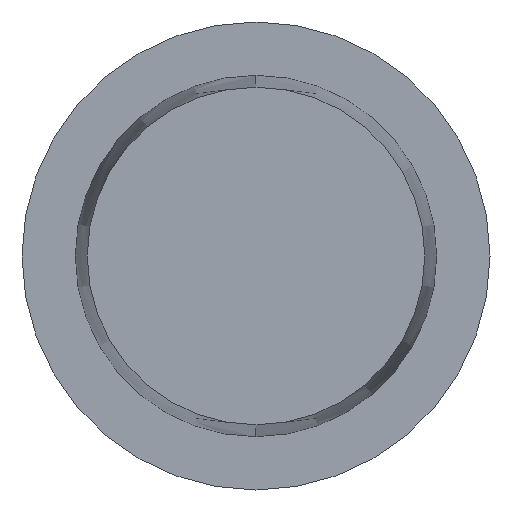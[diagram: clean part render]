
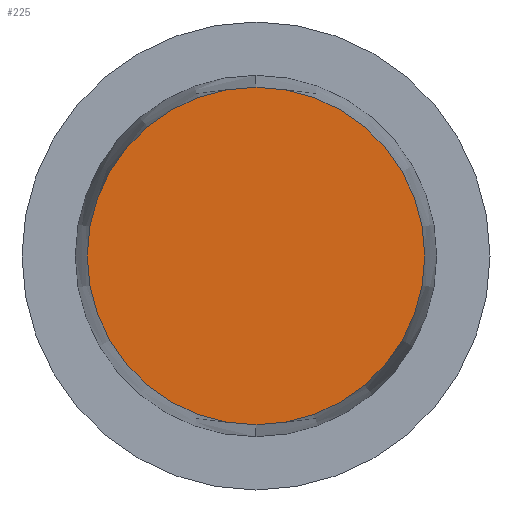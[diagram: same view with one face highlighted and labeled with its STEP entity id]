
A CAD part, left-side view. The second image highlights one B-rep face of the part: STEP entity #225.
In plain terms, the highlighted planar face has unit normal (-1, 0, 0).
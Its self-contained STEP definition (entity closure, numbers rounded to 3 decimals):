
#85 = EDGE_LOOP ( 'NONE', ( #255, #486 ) ) ;
#127 = CARTESIAN_POINT ( 'NONE',  ( 0., 0., -22.717 ) ) ;
#154 = EDGE_CURVE ( 'NONE', #723, #325, #622, .T. ) ;
#167 = DIRECTION ( 'NONE',  ( 0., 0., -1. ) ) ;
#200 = AXIS2_PLACEMENT_3D ( 'NONE', #613, #738, #167 ) ;
#211 = EDGE_CURVE ( 'NONE', #325, #723, #428, .T. ) ;
#225 = ADVANCED_FACE ( 'NONE', ( #463 ), #393, .F. ) ;
#229 = DIRECTION ( 'NONE',  ( 0., 0., 1. ) ) ;
#235 = DIRECTION ( 'NONE',  ( -1., 0., 0. ) ) ;
#255 = ORIENTED_EDGE ( 'NONE', *, *, #154, .T. ) ;
#325 = VERTEX_POINT ( 'NONE', #407 ) ;
#339 = CARTESIAN_POINT ( 'NONE',  ( 0., 0., 0. ) ) ;
#393 = PLANE ( 'NONE',  #200 ) ;
#398 = DIRECTION ( 'NONE',  ( 0., 0., 1. ) ) ;
#407 = CARTESIAN_POINT ( 'NONE',  ( 0., 0., 22.717 ) ) ;
#428 = CIRCLE ( 'NONE', #716, 22.717 ) ;
#449 = CARTESIAN_POINT ( 'NONE',  ( 0., 0., 0. ) ) ;
#463 = FACE_OUTER_BOUND ( 'NONE', #85, .T. ) ;
#486 = ORIENTED_EDGE ( 'NONE', *, *, #211, .T. ) ;
#593 = AXIS2_PLACEMENT_3D ( 'NONE', #339, #235, #398 ) ;
#613 = CARTESIAN_POINT ( 'NONE',  ( 0., 0., 0. ) ) ;
#622 = CIRCLE ( 'NONE', #593, 22.717 ) ;
#716 = AXIS2_PLACEMENT_3D ( 'NONE', #449, #743, #229 ) ;
#723 = VERTEX_POINT ( 'NONE', #127 ) ;
#738 = DIRECTION ( 'NONE',  ( 1., 0., 0. ) ) ;
#743 = DIRECTION ( 'NONE',  ( -1., 0., 0. ) ) ;
